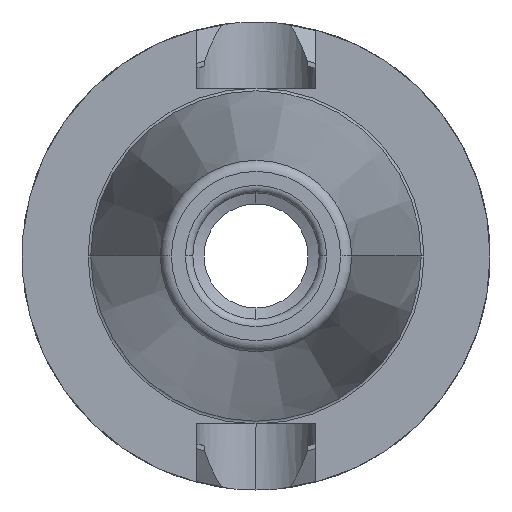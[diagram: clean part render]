
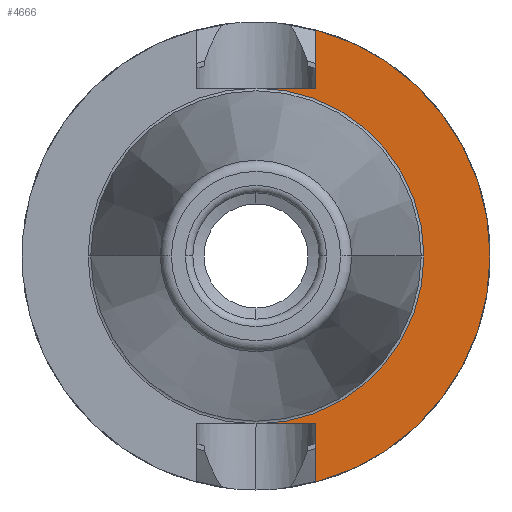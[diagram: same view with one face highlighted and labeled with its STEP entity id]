
A CAD part, left-side view. The second image highlights one B-rep face of the part: STEP entity #4666.
In plain terms, the highlighted planar face has unit normal (-1, 0, 0).
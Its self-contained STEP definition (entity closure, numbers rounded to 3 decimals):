
#87 = CARTESIAN_POINT ( 'NONE',  ( 67.4, -8.05, 22.6 ) ) ;
#285 = CARTESIAN_POINT ( 'NONE',  ( 67.4, -31.5, 0. ) ) ;
#383 = VECTOR ( 'NONE', #3570, 1000. ) ;
#385 = VECTOR ( 'NONE', #5257, 1000. ) ;
#395 = LINE ( 'NONE', #3031, #385 ) ;
#429 = VECTOR ( 'NONE', #5680, 1000. ) ;
#437 = LINE ( 'NONE', #3152, #429 ) ;
#439 = LINE ( 'NONE', #2600, #383 ) ;
#482 = CIRCLE ( 'NONE', #3383, 22.6 ) ;
#540 = LINE ( 'NONE', #3362, #582 ) ;
#582 = VECTOR ( 'NONE', #664, 1000. ) ;
#664 = DIRECTION ( 'NONE',  ( 0., -1., 0. ) ) ;
#691 = AXIS2_PLACEMENT_3D ( 'NONE', #1881, #4986, #2336 ) ;
#831 = AXIS2_PLACEMENT_3D ( 'NONE', #3596, #911, #4046 ) ;
#911 = DIRECTION ( 'NONE',  ( -1., 0., 0. ) ) ;
#1066 = EDGE_CURVE ( 'NONE', #3408, #3640, #540, .T. ) ;
#1096 = CARTESIAN_POINT ( 'NONE',  ( 67.4, 0., -22.6 ) ) ;
#1179 = EDGE_CURVE ( 'NONE', #3833, #3640, #437, .T. ) ;
#1196 = AXIS2_PLACEMENT_3D ( 'NONE', #4180, #1521, #4630 ) ;
#1245 = EDGE_CURVE ( 'NONE', #4860, #3253, #395, .T. ) ;
#1289 = EDGE_CURVE ( 'NONE', #2760, #3253, #439, .T. ) ;
#1306 = AXIS2_PLACEMENT_3D ( 'NONE', #1377, #4574, #1910 ) ;
#1362 = EDGE_CURVE ( 'NONE', #3827, #2760, #482, .T. ) ;
#1377 = CARTESIAN_POINT ( 'NONE',  ( 67.4, 0., 0. ) ) ;
#1521 = DIRECTION ( 'NONE',  ( 1., 0., 0. ) ) ;
#1717 = CARTESIAN_POINT ( 'NONE',  ( 67.4, -22.6, 0. ) ) ;
#1767 = CIRCLE ( 'NONE', #831, 31.5 ) ;
#1859 = CARTESIAN_POINT ( 'NONE',  ( 67.4, 0., 0. ) ) ;
#1881 = CARTESIAN_POINT ( 'NONE',  ( 67.4, 0., 0. ) ) ;
#1910 = DIRECTION ( 'NONE',  ( 0., -1., 0. ) ) ;
#2318 = DIRECTION ( 'NONE',  ( 0., -1., 0. ) ) ;
#2336 = DIRECTION ( 'NONE',  ( 0., -1., 0. ) ) ;
#2373 = ORIENTED_EDGE ( 'NONE', *, *, #1245, .T. ) ;
#2600 = CARTESIAN_POINT ( 'NONE',  ( 67.4, 8.05, 22.6 ) ) ;
#2760 = VERTEX_POINT ( 'NONE', #3443 ) ;
#2778 = ORIENTED_EDGE ( 'NONE', *, *, #4599, .F. ) ;
#3031 = CARTESIAN_POINT ( 'NONE',  ( 67.4, -8.05, 42.6 ) ) ;
#3115 = FACE_OUTER_BOUND ( 'NONE', #5072, .T. ) ;
#3152 = CARTESIAN_POINT ( 'NONE',  ( 67.4, -8.05, -42.6 ) ) ;
#3253 = VERTEX_POINT ( 'NONE', #87 ) ;
#3291 = PLANE ( 'NONE',  #1196 ) ;
#3362 = CARTESIAN_POINT ( 'NONE',  ( 67.4, 8.05, -22.6 ) ) ;
#3383 = AXIS2_PLACEMENT_3D ( 'NONE', #1859, #4967, #2318 ) ;
#3408 = VERTEX_POINT ( 'NONE', #1096 ) ;
#3443 = CARTESIAN_POINT ( 'NONE',  ( 67.4, 0., 22.6 ) ) ;
#3470 = ORIENTED_EDGE ( 'NONE', *, *, #1179, .F. ) ;
#3501 = CARTESIAN_POINT ( 'NONE',  ( 67.4, -8.05, -30.454 ) ) ;
#3570 = DIRECTION ( 'NONE',  ( 0., -1., 0. ) ) ;
#3596 = CARTESIAN_POINT ( 'NONE',  ( 67.4, 0., 0. ) ) ;
#3640 = VERTEX_POINT ( 'NONE', #4738 ) ;
#3827 = VERTEX_POINT ( 'NONE', #1717 ) ;
#3833 = VERTEX_POINT ( 'NONE', #3501 ) ;
#3898 = CARTESIAN_POINT ( 'NONE',  ( 67.4, -8.05, 30.454 ) ) ;
#3977 = ORIENTED_EDGE ( 'NONE', *, *, #5138, .T. ) ;
#4046 = DIRECTION ( 'NONE',  ( 0., -1., 0. ) ) ;
#4180 = CARTESIAN_POINT ( 'NONE',  ( 67.4, 22.6, 0. ) ) ;
#4214 = CIRCLE ( 'NONE', #1306, 22.6 ) ;
#4336 = VERTEX_POINT ( 'NONE', #285 ) ;
#4365 = ORIENTED_EDGE ( 'NONE', *, *, #1362, .F. ) ;
#4574 = DIRECTION ( 'NONE',  ( -1., 0., 0. ) ) ;
#4599 = EDGE_CURVE ( 'NONE', #3408, #3827, #4214, .T. ) ;
#4630 = DIRECTION ( 'NONE',  ( 0., 1., 0. ) ) ;
#4666 = ADVANCED_FACE ( 'NONE', ( #3115 ), #3291, .F. ) ;
#4738 = CARTESIAN_POINT ( 'NONE',  ( 67.4, -8.05, -22.6 ) ) ;
#4860 = VERTEX_POINT ( 'NONE', #3898 ) ;
#4967 = DIRECTION ( 'NONE',  ( -1., 0., 0. ) ) ;
#4986 = DIRECTION ( 'NONE',  ( -1., 0., 0. ) ) ;
#5051 = ORIENTED_EDGE ( 'NONE', *, *, #1066, .T. ) ;
#5072 = EDGE_LOOP ( 'NONE', ( #5051, #3470, #5571, #3977, #2373, #5721, #4365, #2778 ) ) ;
#5090 = EDGE_CURVE ( 'NONE', #3833, #4336, #1767, .T. ) ;
#5138 = EDGE_CURVE ( 'NONE', #4336, #4860, #5600, .T. ) ;
#5257 = DIRECTION ( 'NONE',  ( 0., 0., -1. ) ) ;
#5571 = ORIENTED_EDGE ( 'NONE', *, *, #5090, .T. ) ;
#5600 = CIRCLE ( 'NONE', #691, 31.5 ) ;
#5680 = DIRECTION ( 'NONE',  ( 0., 0., 1. ) ) ;
#5721 = ORIENTED_EDGE ( 'NONE', *, *, #1289, .F. ) ;
